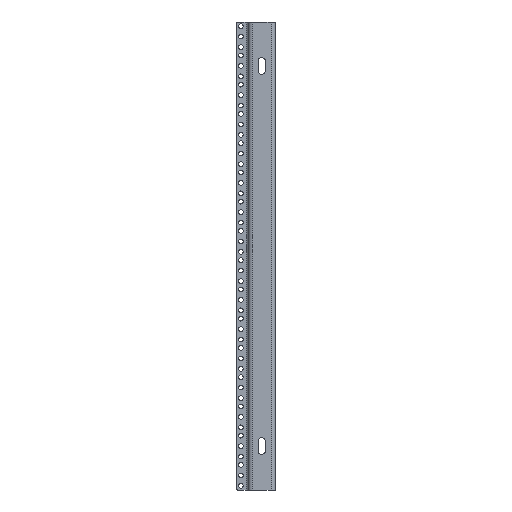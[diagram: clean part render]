
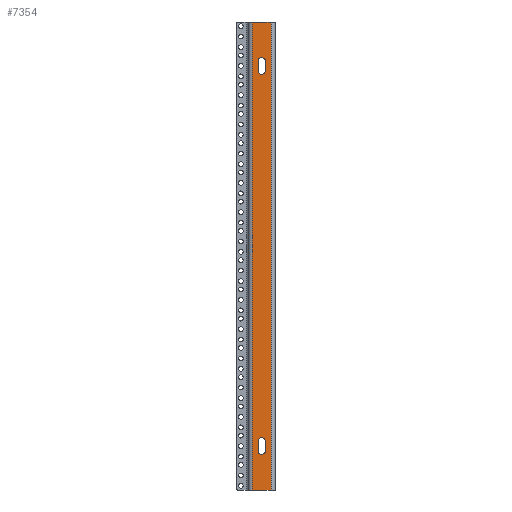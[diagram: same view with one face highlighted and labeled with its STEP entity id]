
A CAD part, left-side view. The second image highlights one B-rep face of the part: STEP entity #7354.
In plain terms, the highlighted planar face has unit normal (-1, 0, 0).
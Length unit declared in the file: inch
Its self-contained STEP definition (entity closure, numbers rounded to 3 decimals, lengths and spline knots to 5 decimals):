
#3 = EDGE_CURVE ( 'NONE', #7320, #1557, #7334, .T. ) ;
#293 = CARTESIAN_POINT ( 'NONE',  ( -0.125, 0.9055, -25.6565 ) ) ;
#428 = EDGE_LOOP ( 'NONE', ( #4624, #1943, #3417, #2123 ) ) ;
#577 = VECTOR ( 'NONE', #2280, 39.37008 ) ;
#613 = DIRECTION ( 'NONE',  ( 1., 0., 0. ) ) ;
#647 = ORIENTED_EDGE ( 'NONE', *, *, #6467, .F. ) ;
#663 = CARTESIAN_POINT ( 'NONE',  ( -0.125, 1.9475, 0. ) ) ;
#769 = DIRECTION ( 'NONE',  ( 0., 0., -1. ) ) ;
#821 = VERTEX_POINT ( 'NONE', #3555 ) ;
#919 = CARTESIAN_POINT ( 'NONE',  ( -0.125, 0.687, -2.3435 ) ) ;
#954 = EDGE_CURVE ( 'NONE', #821, #2639, #2424, .T. ) ;
#1015 = EDGE_CURVE ( 'NONE', #1499, #6683, #1305, .T. ) ;
#1028 = FACE_BOUND ( 'NONE', #428, .T. ) ;
#1032 = CARTESIAN_POINT ( 'NONE',  ( -0.125, 0.9055, -2.9065 ) ) ;
#1109 = CARTESIAN_POINT ( 'NONE',  ( -0.125, 0.125, 0. ) ) ;
#1296 = EDGE_CURVE ( 'NONE', #2794, #4151, #6056, .T. ) ;
#1298 = CIRCLE ( 'NONE', #5155, 0.2185 ) ;
#1305 = LINE ( 'NONE', #6346, #4257 ) ;
#1433 = ORIENTED_EDGE ( 'NONE', *, *, #4967, .F. ) ;
#1438 = CARTESIAN_POINT ( 'NONE',  ( -0.125, 0.9055, -2.625 ) ) ;
#1481 = LINE ( 'NONE', #663, #5412 ) ;
#1499 = VERTEX_POINT ( 'NONE', #3636 ) ;
#1557 = VERTEX_POINT ( 'NONE', #293 ) ;
#1943 = ORIENTED_EDGE ( 'NONE', *, *, #3, .F. ) ;
#1963 = ORIENTED_EDGE ( 'NONE', *, *, #3833, .T. ) ;
#1982 = DIRECTION ( 'NONE',  ( 1., 0., 0. ) ) ;
#2123 = ORIENTED_EDGE ( 'NONE', *, *, #954, .F. ) ;
#2247 = VERTEX_POINT ( 'NONE', #5688 ) ;
#2260 = EDGE_LOOP ( 'NONE', ( #7280, #647, #5275, #6817 ) ) ;
#2280 = DIRECTION ( 'NONE',  ( 0., 1., 0. ) ) ;
#2394 = EDGE_CURVE ( 'NONE', #821, #1557, #4704, .T. ) ;
#2424 = LINE ( 'NONE', #5100, #7292 ) ;
#2556 = DIRECTION ( 'NONE',  ( 0., 0., 1. ) ) ;
#2639 = VERTEX_POINT ( 'NONE', #3745 ) ;
#2794 = VERTEX_POINT ( 'NONE', #5105 ) ;
#3003 = VECTOR ( 'NONE', #769, 39.37008 ) ;
#3064 = CIRCLE ( 'NONE', #8310, 0.2185 ) ;
#3073 = DIRECTION ( 'NONE',  ( 0., 0., 1. ) ) ;
#3166 = ORIENTED_EDGE ( 'NONE', *, *, #1296, .F. ) ;
#3255 = VERTEX_POINT ( 'NONE', #1032 ) ;
#3370 = DIRECTION ( 'NONE',  ( 0., 0., 1. ) ) ;
#3407 = AXIS2_PLACEMENT_3D ( 'NONE', #919, #3561, #7530 ) ;
#3417 = ORIENTED_EDGE ( 'NONE', *, *, #3548, .T. ) ;
#3459 = CARTESIAN_POINT ( 'NONE',  ( -0.125, 0.9055, -25.375 ) ) ;
#3461 = LINE ( 'NONE', #5520, #577 ) ;
#3548 = EDGE_CURVE ( 'NONE', #7320, #2639, #3064, .T. ) ;
#3555 = CARTESIAN_POINT ( 'NONE',  ( -0.125, 0.4685, -25.6565 ) ) ;
#3561 = DIRECTION ( 'NONE',  ( 1., 0., 0. ) ) ;
#3636 = CARTESIAN_POINT ( 'NONE',  ( -0.125, 0.4685, -2.9065 ) ) ;
#3654 = CARTESIAN_POINT ( 'NONE',  ( -0.125, 0.687, -25.0935 ) ) ;
#3745 = CARTESIAN_POINT ( 'NONE',  ( -0.125, 0.4685, -25.0935 ) ) ;
#3833 = EDGE_CURVE ( 'NONE', #2794, #2247, #1481, .T. ) ;
#3878 = AXIS2_PLACEMENT_3D ( 'NONE', #5340, #1982, #3370 ) ;
#4077 = DIRECTION ( 'NONE',  ( 0., 0., -1. ) ) ;
#4089 = EDGE_LOOP ( 'NONE', ( #3166, #1963, #7932, #1433 ) ) ;
#4121 = DIRECTION ( 'NONE',  ( 0., 1., 0. ) ) ;
#4131 = VECTOR ( 'NONE', #7352, 39.37008 ) ;
#4151 = VERTEX_POINT ( 'NONE', #5711 ) ;
#4257 = VECTOR ( 'NONE', #3073, 39.37008 ) ;
#4312 = CARTESIAN_POINT ( 'NONE',  ( -0.125, 0.9055, -25.0935 ) ) ;
#4439 = DIRECTION ( 'NONE',  ( 0., 0., -1. ) ) ;
#4483 = AXIS2_PLACEMENT_3D ( 'NONE', #1109, #8381, #4439 ) ;
#4508 = DIRECTION ( 'NONE',  ( 0., 0., 1. ) ) ;
#4550 = EDGE_CURVE ( 'NONE', #7024, #2247, #6472, .T. ) ;
#4624 = ORIENTED_EDGE ( 'NONE', *, *, #2394, .T. ) ;
#4704 = CIRCLE ( 'NONE', #3878, 0.2185 ) ;
#4727 = LINE ( 'NONE', #1438, #6673 ) ;
#4855 = VECTOR ( 'NONE', #5786, 39.37008 ) ;
#4967 = EDGE_CURVE ( 'NONE', #4151, #7024, #3461, .T. ) ;
#4988 = DIRECTION ( 'NONE',  ( 0., 0., 1. ) ) ;
#5100 = CARTESIAN_POINT ( 'NONE',  ( -0.125, 0.4685, -25.375 ) ) ;
#5105 = CARTESIAN_POINT ( 'NONE',  ( -0.125, 0.125, 0. ) ) ;
#5155 = AXIS2_PLACEMENT_3D ( 'NONE', #5848, #613, #4508 ) ;
#5275 = ORIENTED_EDGE ( 'NONE', *, *, #7948, .T. ) ;
#5340 = CARTESIAN_POINT ( 'NONE',  ( -0.125, 0.687, -25.6565 ) ) ;
#5412 = VECTOR ( 'NONE', #4121, 39.37008 ) ;
#5520 = CARTESIAN_POINT ( 'NONE',  ( -0.125, 1.9475, -28. ) ) ;
#5652 = CARTESIAN_POINT ( 'NONE',  ( -0.125, 1.25, 0. ) ) ;
#5688 = CARTESIAN_POINT ( 'NONE',  ( -0.125, 1.25, 0. ) ) ;
#5690 = PLANE ( 'NONE',  #4483 ) ;
#5711 = CARTESIAN_POINT ( 'NONE',  ( -0.125, 0.125, -28. ) ) ;
#5786 = DIRECTION ( 'NONE',  ( 0., 0., 1. ) ) ;
#5814 = VERTEX_POINT ( 'NONE', #7841 ) ;
#5848 = CARTESIAN_POINT ( 'NONE',  ( -0.125, 0.687, -2.9065 ) ) ;
#6056 = LINE ( 'NONE', #7397, #4131 ) ;
#6128 = CARTESIAN_POINT ( 'NONE',  ( -0.125, 1.25, -28. ) ) ;
#6186 = EDGE_CURVE ( 'NONE', #1499, #3255, #1298, .T. ) ;
#6346 = CARTESIAN_POINT ( 'NONE',  ( -0.125, 0.4685, -2.625 ) ) ;
#6467 = EDGE_CURVE ( 'NONE', #5814, #3255, #4727, .T. ) ;
#6472 = LINE ( 'NONE', #5652, #4855 ) ;
#6673 = VECTOR ( 'NONE', #4077, 39.37008 ) ;
#6683 = VERTEX_POINT ( 'NONE', #7168 ) ;
#6817 = ORIENTED_EDGE ( 'NONE', *, *, #1015, .F. ) ;
#6837 = CIRCLE ( 'NONE', #3407, 0.2185 ) ;
#6936 = FACE_BOUND ( 'NONE', #2260, .T. ) ;
#7024 = VERTEX_POINT ( 'NONE', #6128 ) ;
#7168 = CARTESIAN_POINT ( 'NONE',  ( -0.125, 0.4685, -2.3435 ) ) ;
#7280 = ORIENTED_EDGE ( 'NONE', *, *, #6186, .T. ) ;
#7292 = VECTOR ( 'NONE', #2556, 39.37008 ) ;
#7320 = VERTEX_POINT ( 'NONE', #4312 ) ;
#7334 = LINE ( 'NONE', #3459, #3003 ) ;
#7352 = DIRECTION ( 'NONE',  ( 0., 0., -1. ) ) ;
#7354 = ADVANCED_FACE ( 'NONE', ( #6936, #1028, #7768 ), #5690, .F. ) ;
#7397 = CARTESIAN_POINT ( 'NONE',  ( -0.125, 0.125, 0. ) ) ;
#7530 = DIRECTION ( 'NONE',  ( 0., 0., 1. ) ) ;
#7624 = DIRECTION ( 'NONE',  ( 1., 0., 0. ) ) ;
#7768 = FACE_OUTER_BOUND ( 'NONE', #4089, .T. ) ;
#7841 = CARTESIAN_POINT ( 'NONE',  ( -0.125, 0.9055, -2.3435 ) ) ;
#7932 = ORIENTED_EDGE ( 'NONE', *, *, #4550, .F. ) ;
#7948 = EDGE_CURVE ( 'NONE', #5814, #6683, #6837, .T. ) ;
#8310 = AXIS2_PLACEMENT_3D ( 'NONE', #3654, #7624, #4988 ) ;
#8381 = DIRECTION ( 'NONE',  ( 1., 0., 0. ) ) ;
